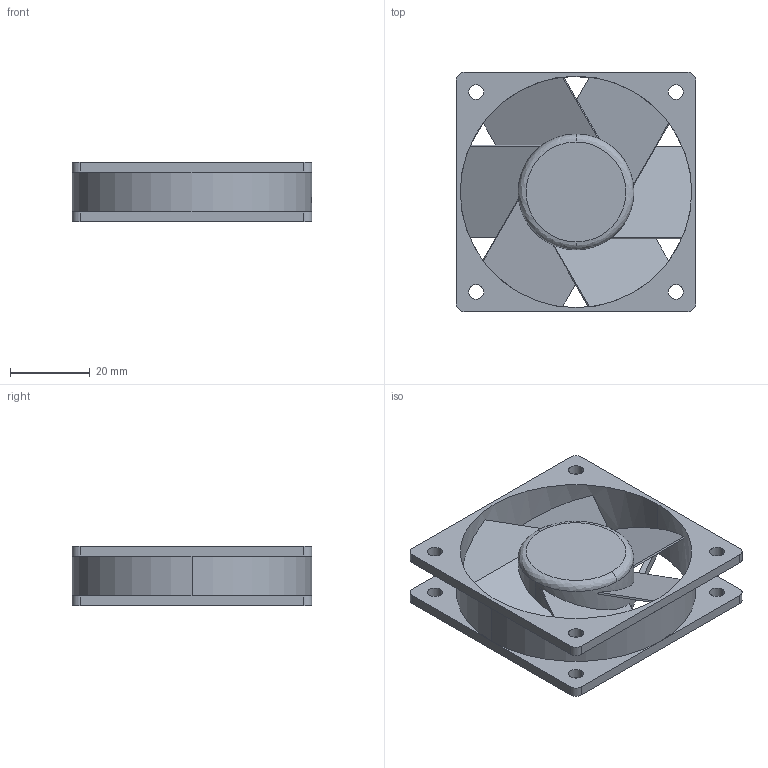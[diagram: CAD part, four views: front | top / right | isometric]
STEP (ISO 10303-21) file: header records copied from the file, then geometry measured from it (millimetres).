
FILE_DESCRIPTION (( 'STEP AP203' ), '1' );
FILE_NAME ('13-018431.step', '2022-02-23T08:30:51', ( '' ), ( '' ), 'SwSTEP 2.0', 'SolidWorks 2021', '' );
FILE_SCHEMA (( 'CONFIG_CONTROL_DESIGN' ));
Length unit declared in the file: millimetre
Products named in the file (1): 13-018431
Bounding box: 60 x 60 x 15 mm (x, y, z)
Volume: 17624.8 mm3; surface area: 16898.4 mm2
Topology: 1 solids, 1 shells, 91 faces, 269 edges, 174 vertices
Faces by surface type: plane 59, cylinder 30, bspline 2
Entity records: 3204 total; most frequent: CARTESIAN_POINT 751, ORIENTED_EDGE 538, DIRECTION 467, EDGE_CURVE 269, VERTEX_POINT 174, AXIS2_PLACEMENT_3D 170, VECTOR 127, LINE 127
